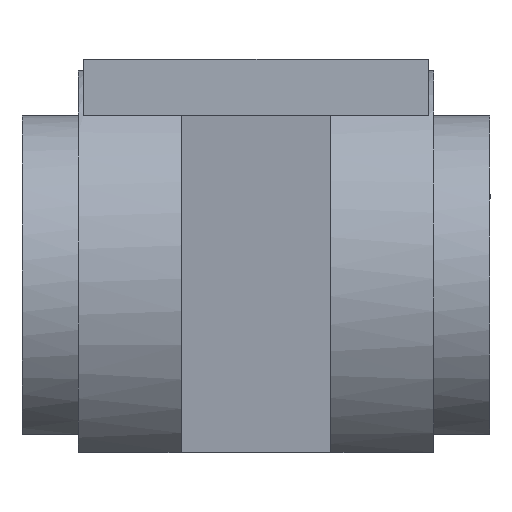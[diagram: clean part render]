
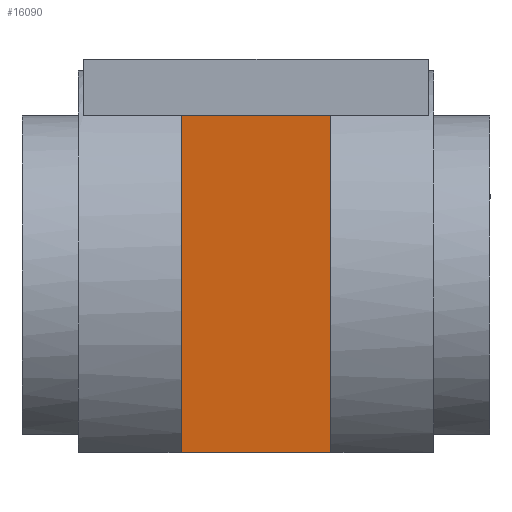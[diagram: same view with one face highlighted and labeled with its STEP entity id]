
A CAD part, top view. The second image highlights one B-rep face of the part: STEP entity #16090.
In plain terms, the highlighted free-form (B-spline) face has degree [1, 1] with [2, 2] control points.
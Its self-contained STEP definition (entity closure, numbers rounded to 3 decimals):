
#11280 = CARTESIAN_POINT ('', (-20., -15., 79.999));
#11290 = VERTEX_POINT ('', #11280);
#11350 = CARTESIAN_POINT ('', (20., -15., 79.999));
#11360 = VERTEX_POINT ('', #11350);
#11370 = CARTESIAN_POINT ('', (20., -15., 79.999));
#11380 = CARTESIAN_POINT ('', (-20., -15., 79.999));
#11390 = B_SPLINE_CURVE_WITH_KNOTS ('', 1, (#11370, #11380), .UNSPECIFIED., .F., .U., (2, 2), (0., 1.), .UNSPECIFIED.);
#11400 = EDGE_CURVE ('', #11360, #11290, #11390, .T.);
#12360 = CARTESIAN_POINT ('', (-20., -105., 72.125));
#12370 = VERTEX_POINT ('', #12360);
#12430 = CARTESIAN_POINT ('', (-20., -105., 72.125));
#12440 = CARTESIAN_POINT ('', (-20., -75., 74.75));
#12450 = CARTESIAN_POINT ('', (-20., -45., 77.374));
#12460 = CARTESIAN_POINT ('', (-20., -15., 79.999));
#12470 = B_SPLINE_CURVE_WITH_KNOTS ('', 3, (#12430, #12440, #12450, #12460), .UNSPECIFIED., .F., .U., (4, 4), (0., 1.), .UNSPECIFIED.);
#12480 = EDGE_CURVE ('', #12370, #11290, #12470, .T.);
#12660 = CARTESIAN_POINT ('', (20., -105., 72.125));
#12670 = VERTEX_POINT ('', #12660);
#12730 = CARTESIAN_POINT ('', (20., -105., 72.125));
#12740 = CARTESIAN_POINT ('', (-20., -105., 72.125));
#12750 = B_SPLINE_CURVE_WITH_KNOTS ('', 1, (#12730, #12740), .UNSPECIFIED., .F., .U., (2, 2), (0., 1.), .UNSPECIFIED.);
#12760 = EDGE_CURVE ('', #12670, #12370, #12750, .T.);
#15830 = CARTESIAN_POINT ('', (20., -105., 72.125));
#15840 = CARTESIAN_POINT ('', (20., -15., 79.999));
#15850 = B_SPLINE_CURVE_WITH_KNOTS ('', 1, (#15830, #15840), .UNSPECIFIED., .F., .U., (2, 2), (0., 1.), .UNSPECIFIED.);
#15860 = EDGE_CURVE ('', #12670, #11360, #15850, .T.);
#15980 = ORIENTED_EDGE ('', *, *, #11400, .T.);
#15990 = ORIENTED_EDGE ('', *, *, #12480, .F.);
#16000 = ORIENTED_EDGE ('', *, *, #12760, .F.);
#16010 = ORIENTED_EDGE ('', *, *, #15860, .T.);
#16020 = EDGE_LOOP ('', (#15980, #15990, #16000, #16010));
#16030 = FACE_OUTER_BOUND ('', #16020, .T.);
#16040 = CARTESIAN_POINT ('', (20., -105., 72.125));
#16050 = CARTESIAN_POINT ('', (-20., -105., 72.125));
#16060 = CARTESIAN_POINT ('', (20., -15., 79.999));
#16070 = CARTESIAN_POINT ('', (-20., -15., 79.999));
#16080 = B_SPLINE_SURFACE_WITH_KNOTS ('', 1, 1, ((#16040, #16050), (#16060, #16070)), .UNSPECIFIED., .F., .F., .U., (2, 2), (2, 2), (0., 1.), (0., 1.), .UNSPECIFIED.);
#16090 = ADVANCED_FACE ('', (#16030), #16080, .T.);
